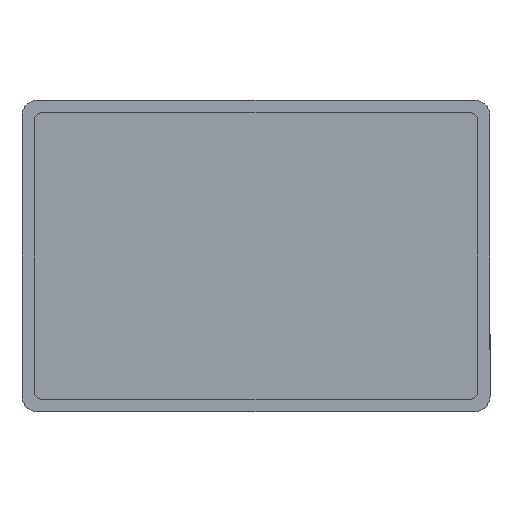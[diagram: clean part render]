
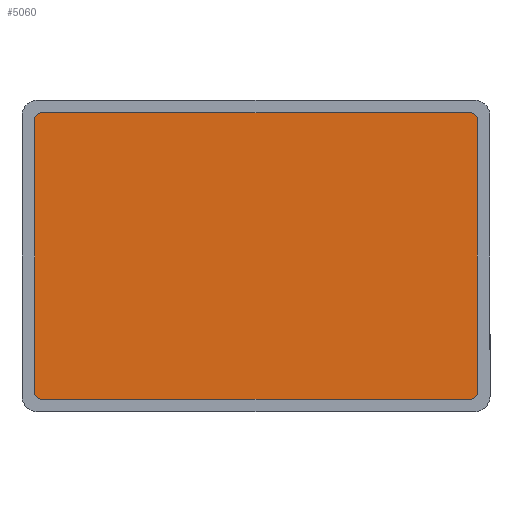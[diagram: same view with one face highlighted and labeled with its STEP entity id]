
A CAD part, front view. The second image highlights one B-rep face of the part: STEP entity #5060.
In plain terms, the highlighted planar face has unit normal (0, -1, 0).
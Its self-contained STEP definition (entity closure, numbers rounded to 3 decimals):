
#121 = LINE ( 'NONE', #8949, #2370 ) ;
#142 = CARTESIAN_POINT ( 'NONE',  ( -274., 0., -174. ) ) ;
#400 = VERTEX_POINT ( 'NONE', #599 ) ;
#422 = CARTESIAN_POINT ( 'NONE',  ( 283., 0., 174. ) ) ;
#564 = LINE ( 'NONE', #2581, #11186 ) ;
#599 = CARTESIAN_POINT ( 'NONE',  ( -274., 0., -183. ) ) ;
#985 = FACE_OUTER_BOUND ( 'NONE', #8434, .T. ) ;
#1175 = EDGE_CURVE ( 'NONE', #10833, #6760, #564, .T. ) ;
#1618 = ORIENTED_EDGE ( 'NONE', *, *, #2030, .F. ) ;
#1953 = EDGE_CURVE ( 'NONE', #9308, #3897, #4445, .T. ) ;
#2022 = PLANE ( 'NONE',  #9844 ) ;
#2030 = EDGE_CURVE ( 'NONE', #4155, #7400, #10290, .T. ) ;
#2082 = VECTOR ( 'NONE', #6266, 1000. ) ;
#2201 = CARTESIAN_POINT ( 'NONE',  ( -283., 0., 174. ) ) ;
#2216 = CARTESIAN_POINT ( 'NONE',  ( 274., 0., 174. ) ) ;
#2370 = VECTOR ( 'NONE', #4142, 1000. ) ;
#2435 = DIRECTION ( 'NONE',  ( 1., 0., 0. ) ) ;
#2581 = CARTESIAN_POINT ( 'NONE',  ( -283., 0., 174. ) ) ;
#3108 = DIRECTION ( 'NONE',  ( 0., 1., 0. ) ) ;
#3190 = AXIS2_PLACEMENT_3D ( 'NONE', #7200, #5373, #9336 ) ;
#3812 = ORIENTED_EDGE ( 'NONE', *, *, #7767, .F. ) ;
#3862 = EDGE_CURVE ( 'NONE', #7400, #9308, #7127, .T. ) ;
#3897 = VERTEX_POINT ( 'NONE', #10068 ) ;
#4099 = DIRECTION ( 'NONE',  ( 0., 1., 0. ) ) ;
#4142 = DIRECTION ( 'NONE',  ( -1., 0., 0. ) ) ;
#4155 = VERTEX_POINT ( 'NONE', #9531 ) ;
#4228 = EDGE_CURVE ( 'NONE', #10334, #400, #121, .T. ) ;
#4422 = EDGE_CURVE ( 'NONE', #6760, #4155, #6504, .T. ) ;
#4445 = LINE ( 'NONE', #422, #2082 ) ;
#4658 = DIRECTION ( 'NONE',  ( 0., 0., 1. ) ) ;
#5060 = ADVANCED_FACE ( 'NONE', ( #985 ), #2022, .F. ) ;
#5130 = CARTESIAN_POINT ( 'NONE',  ( 274., 0., 183. ) ) ;
#5355 = CARTESIAN_POINT ( 'NONE',  ( -274., 0., 183. ) ) ;
#5373 = DIRECTION ( 'NONE',  ( 0., 1., 0. ) ) ;
#5476 = VECTOR ( 'NONE', #2435, 1000. ) ;
#5906 = DIRECTION ( 'NONE',  ( 0., 0., 1. ) ) ;
#6266 = DIRECTION ( 'NONE',  ( 0., 0., -1. ) ) ;
#6504 = CIRCLE ( 'NONE', #3190, 9. ) ;
#6506 = ORIENTED_EDGE ( 'NONE', *, *, #1953, .F. ) ;
#6760 = VERTEX_POINT ( 'NONE', #2201 ) ;
#6956 = DIRECTION ( 'NONE',  ( 0., 0., 1. ) ) ;
#7127 = CIRCLE ( 'NONE', #8569, 9. ) ;
#7200 = CARTESIAN_POINT ( 'NONE',  ( -274., 0., 174. ) ) ;
#7400 = VERTEX_POINT ( 'NONE', #5130 ) ;
#7666 = CIRCLE ( 'NONE', #9521, 9. ) ;
#7767 = EDGE_CURVE ( 'NONE', #3897, #10334, #8339, .T. ) ;
#7928 = DIRECTION ( 'NONE',  ( 0., 1., 0. ) ) ;
#8339 = CIRCLE ( 'NONE', #9164, 9. ) ;
#8430 = DIRECTION ( 'NONE',  ( 0., 0., 1. ) ) ;
#8434 = EDGE_LOOP ( 'NONE', ( #11627, #12207, #3812, #6506, #10444, #1618, #11029, #11205 ) ) ;
#8569 = AXIS2_PLACEMENT_3D ( 'NONE', #2216, #7928, #6956 ) ;
#8949 = CARTESIAN_POINT ( 'NONE',  ( -274., 0., -183. ) ) ;
#9104 = DIRECTION ( 'NONE',  ( 0., 0., 1. ) ) ;
#9164 = AXIS2_PLACEMENT_3D ( 'NONE', #10825, #3108, #5906 ) ;
#9308 = VERTEX_POINT ( 'NONE', #9537 ) ;
#9336 = DIRECTION ( 'NONE',  ( 0., 0., 1. ) ) ;
#9521 = AXIS2_PLACEMENT_3D ( 'NONE', #10496, #11408, #4658 ) ;
#9531 = CARTESIAN_POINT ( 'NONE',  ( -274., 0., 183. ) ) ;
#9537 = CARTESIAN_POINT ( 'NONE',  ( 283., 0., 174. ) ) ;
#9844 = AXIS2_PLACEMENT_3D ( 'NONE', #142, #4099, #9104 ) ;
#9880 = CARTESIAN_POINT ( 'NONE',  ( -283., 0., -174. ) ) ;
#10068 = CARTESIAN_POINT ( 'NONE',  ( 283., 0., -174. ) ) ;
#10290 = LINE ( 'NONE', #5355, #5476 ) ;
#10334 = VERTEX_POINT ( 'NONE', #12616 ) ;
#10444 = ORIENTED_EDGE ( 'NONE', *, *, #3862, .F. ) ;
#10496 = CARTESIAN_POINT ( 'NONE',  ( -274., 0., -174. ) ) ;
#10825 = CARTESIAN_POINT ( 'NONE',  ( 274., 0., -174. ) ) ;
#10833 = VERTEX_POINT ( 'NONE', #9880 ) ;
#11029 = ORIENTED_EDGE ( 'NONE', *, *, #4422, .F. ) ;
#11186 = VECTOR ( 'NONE', #8430, 1000. ) ;
#11205 = ORIENTED_EDGE ( 'NONE', *, *, #1175, .F. ) ;
#11408 = DIRECTION ( 'NONE',  ( 0., 1., 0. ) ) ;
#11627 = ORIENTED_EDGE ( 'NONE', *, *, #12723, .F. ) ;
#12207 = ORIENTED_EDGE ( 'NONE', *, *, #4228, .F. ) ;
#12616 = CARTESIAN_POINT ( 'NONE',  ( 274., 0., -183. ) ) ;
#12723 = EDGE_CURVE ( 'NONE', #400, #10833, #7666, .T. ) ;
